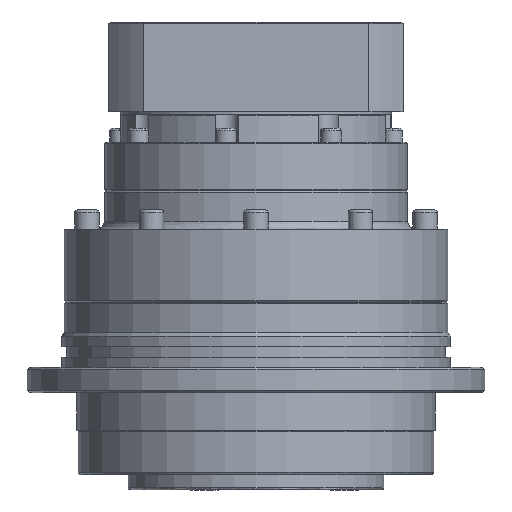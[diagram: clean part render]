
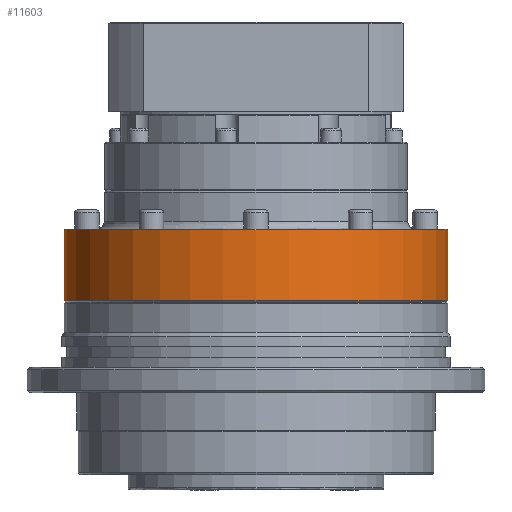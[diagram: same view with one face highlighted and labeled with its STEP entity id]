
A CAD part, front view. The second image highlights one B-rep face of the part: STEP entity #11603.
In plain terms, the highlighted cylindrical face has radius 75 mm (diameter 150 mm), a partial arc.
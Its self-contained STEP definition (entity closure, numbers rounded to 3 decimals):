
#869 = CARTESIAN_POINT ( 'NONE',  ( 75., 0., 39.5 ) ) ;
#1766 = VERTEX_POINT ( 'NONE', #16186 ) ;
#1796 = CARTESIAN_POINT ( 'NONE',  ( 0., 0., 67.2 ) ) ;
#2153 = EDGE_CURVE ( 'NONE', #3923, #13425, #4921, .T. ) ;
#3594 = CARTESIAN_POINT ( 'NONE',  ( -75., 0., 48.5 ) ) ;
#3923 = VERTEX_POINT ( 'NONE', #34977 ) ;
#4509 = DIRECTION ( 'NONE',  ( -1., 0., 0. ) ) ;
#4921 = LINE ( 'NONE', #28360, #19791 ) ;
#10004 = DIRECTION ( 'NONE',  ( 0., 0., -1. ) ) ;
#10515 = EDGE_CURVE ( 'NONE', #1766, #31288, #25112, .T. ) ;
#11603 = ADVANCED_FACE ( 'NONE', ( #26420 ), #16533, .T. ) ;
#12565 = CARTESIAN_POINT ( 'NONE',  ( -75., 0., 39.5 ) ) ;
#13425 = VERTEX_POINT ( 'NONE', #869 ) ;
#13607 = EDGE_CURVE ( 'NONE', #3923, #1766, #33844, .T. ) ;
#13751 = ORIENTED_EDGE ( 'NONE', *, *, #10515, .T. ) ;
#13803 = EDGE_CURVE ( 'NONE', #13425, #31288, #21961, .T. ) ;
#16186 = CARTESIAN_POINT ( 'NONE',  ( -75., 0., 67.2 ) ) ;
#16223 = EDGE_LOOP ( 'NONE', ( #32830, #28536, #13751, #21943 ) ) ;
#16533 = CYLINDRICAL_SURFACE ( 'NONE', #21456, 75. ) ;
#16535 = DIRECTION ( 'NONE',  ( 0., 0., -1. ) ) ;
#19791 = VECTOR ( 'NONE', #28239, 1000. ) ;
#21211 = DIRECTION ( 'NONE',  ( 0., 0., -1. ) ) ;
#21456 = AXIS2_PLACEMENT_3D ( 'NONE', #23865, #10004, #23984 ) ;
#21943 = ORIENTED_EDGE ( 'NONE', *, *, #13803, .F. ) ;
#21961 = CIRCLE ( 'NONE', #35560, 75. ) ;
#23865 = CARTESIAN_POINT ( 'NONE',  ( 0., 0., 48.5 ) ) ;
#23984 = DIRECTION ( 'NONE',  ( -1., 0., 0. ) ) ;
#25112 = LINE ( 'NONE', #3594, #31507 ) ;
#25296 = AXIS2_PLACEMENT_3D ( 'NONE', #1796, #21211, #4509 ) ;
#25806 = DIRECTION ( 'NONE',  ( 0., 0., -1. ) ) ;
#26420 = FACE_OUTER_BOUND ( 'NONE', #16223, .T. ) ;
#28239 = DIRECTION ( 'NONE',  ( 0., 0., -1. ) ) ;
#28360 = CARTESIAN_POINT ( 'NONE',  ( 75., 0., 48.5 ) ) ;
#28536 = ORIENTED_EDGE ( 'NONE', *, *, #13607, .T. ) ;
#31288 = VERTEX_POINT ( 'NONE', #12565 ) ;
#31507 = VECTOR ( 'NONE', #25806, 1000. ) ;
#32830 = ORIENTED_EDGE ( 'NONE', *, *, #2153, .F. ) ;
#32936 = CARTESIAN_POINT ( 'NONE',  ( 0., 0., 39.5 ) ) ;
#33844 = CIRCLE ( 'NONE', #25296, 75. ) ;
#34977 = CARTESIAN_POINT ( 'NONE',  ( 75., 0., 67.2 ) ) ;
#35560 = AXIS2_PLACEMENT_3D ( 'NONE', #32936, #16535, #35671 ) ;
#35671 = DIRECTION ( 'NONE',  ( 0., 1., 0. ) ) ;
